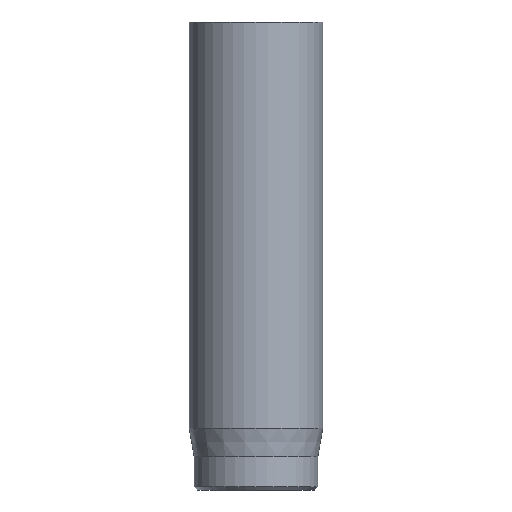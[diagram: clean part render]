
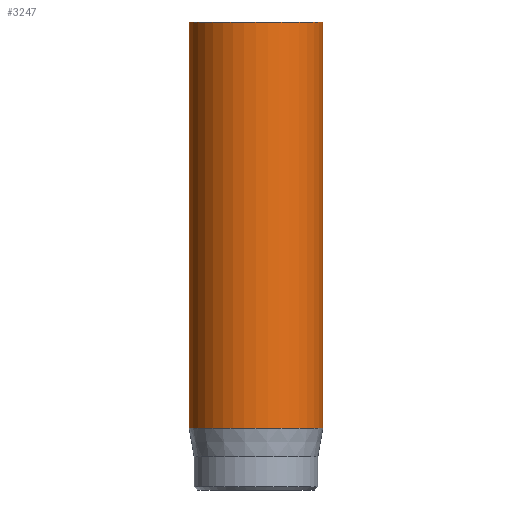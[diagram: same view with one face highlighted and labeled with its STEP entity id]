
A CAD part, front view. The second image highlights one B-rep face of the part: STEP entity #3247.
In plain terms, the highlighted cylindrical face has radius 2 mm (diameter 4 mm), a full revolution.
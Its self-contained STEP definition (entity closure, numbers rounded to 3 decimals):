
#44=CYLINDRICAL_SURFACE('',#3400,2.);
#47=CIRCLE('',#3374,2.);
#61=CIRCLE('',#3398,2.);
#62=CIRCLE('',#3399,2.);
#309=FACE_OUTER_BOUND('',#497,.T.);
#497=EDGE_LOOP('',(#2885,#2886,#2887,#2888,#2889));
#743=LINE('',#6084,#997);
#997=VECTOR('',#3820,2.);
#1495=VERTEX_POINT('',#6033);
#1509=VERTEX_POINT('',#6078);
#1510=VERTEX_POINT('',#6079);
#1952=EDGE_CURVE('',#1495,#1495,#47,.T.);
#1973=EDGE_CURVE('',#1509,#1510,#61,.T.);
#1974=EDGE_CURVE('',#1510,#1509,#62,.T.);
#1976=EDGE_CURVE('',#1495,#1509,#743,.T.);
#2885=ORIENTED_EDGE('',*,*,#1952,.T.);
#2886=ORIENTED_EDGE('',*,*,#1976,.T.);
#2887=ORIENTED_EDGE('',*,*,#1973,.T.);
#2888=ORIENTED_EDGE('',*,*,#1974,.T.);
#2889=ORIENTED_EDGE('',*,*,#1976,.F.);
#3247=ADVANCED_FACE('',(#309),#44,.T.);
#3374=AXIS2_PLACEMENT_3D('',#6034,#3758,#3759);
#3398=AXIS2_PLACEMENT_3D('',#6080,#3813,#3814);
#3399=AXIS2_PLACEMENT_3D('',#6081,#3815,#3816);
#3400=AXIS2_PLACEMENT_3D('',#6083,#3818,#3819);
#3758=DIRECTION('center_axis',(0.,0.,-1.));
#3759=DIRECTION('ref_axis',(-1.,0.,0.));
#3813=DIRECTION('center_axis',(0.,0.,1.));
#3814=DIRECTION('ref_axis',(-1.,0.,0.));
#3815=DIRECTION('center_axis',(0.,0.,1.));
#3816=DIRECTION('ref_axis',(-1.,0.,0.));
#3818=DIRECTION('center_axis',(0.,0.,1.));
#3819=DIRECTION('ref_axis',(-1.,0.,0.));
#3820=DIRECTION('',(0.,0.,-1.));
#6033=CARTESIAN_POINT('',(2.,0.,14.));
#6034=CARTESIAN_POINT('Origin',(0.,0.,14.));
#6078=CARTESIAN_POINT('',(2.,0.,1.851));
#6079=CARTESIAN_POINT('',(-2.,0.,1.851));
#6080=CARTESIAN_POINT('Origin',(0.,0.,1.851));
#6081=CARTESIAN_POINT('Origin',(0.,0.,1.851));
#6083=CARTESIAN_POINT('Origin',(0.,0.,0.));
#6084=CARTESIAN_POINT('',(2.,0.,0.));
